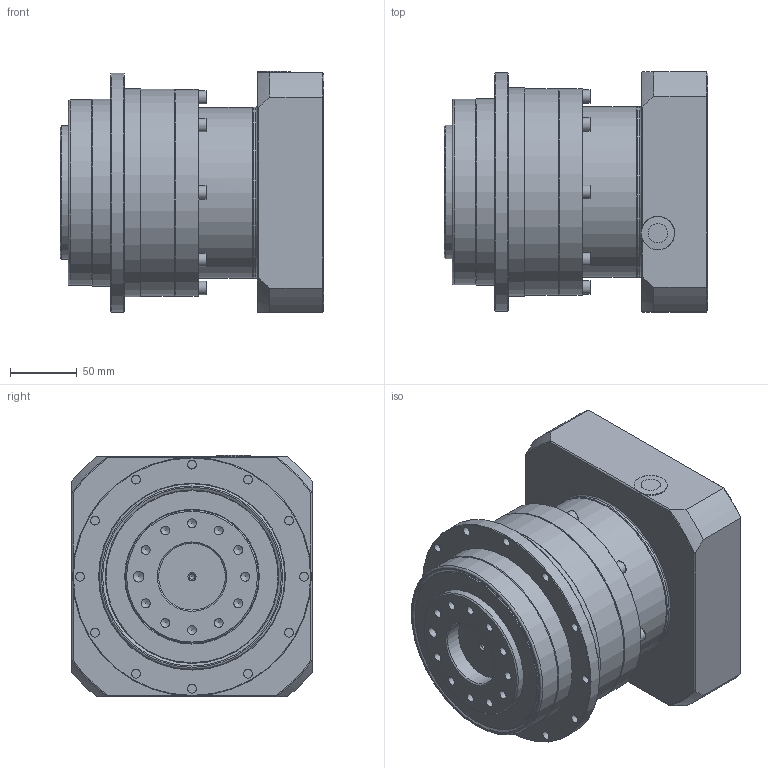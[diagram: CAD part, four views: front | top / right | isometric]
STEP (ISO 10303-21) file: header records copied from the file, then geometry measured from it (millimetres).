
FILE_DESCRIPTION(/* description */ (''),/* implementation_level */ '2;1');
FILE_NAME(/* name */ 'NF14000A1-180A.stp',/* time_stamp */ '2018-11-19T12:27:02+09:00',/* author */ ('Y.J.JI'),/* organization */ (''),/* preprocessor_version */ 'ST-DEVELOPER v15.6',/* originating_system */ 'Autodesk Inventor 2015',/* authorisation */ '');
FILE_SCHEMA (('AUTOMOTIVE_DESIGN { 1 0 10303 214 3 1 1 }'));
Length unit declared in the file: millimetre
Products named in the file (1): NF14000A1-180A
Bounding box: 197.8 x 180 x 181 mm (x, y, z)
Volume: 2980052.4 mm3; surface area: 333980.5 mm2
Topology: 1 solids, 31 shells, 497 faces, 1180 edges, 760 vertices
Faces by surface type: plane 212, cylinder 143, cone 101, torus 37, sphere 4
Full cylindrical faces by diameter (mm): 4 x1, 4.917 x8, 6 x8, 6.6 x20, 6.647 x17, 8 x7, 8.376 x1, 9 x6, 10 x9, 10.106 x4, 11 x1, 12.5 x1, 13 x6, 14 x7, 14.5 x1, 16 x1, 25 x1, 50 x1, 94 x1, 95 x1, 100 x3, 102 x1, 119.6 x1, 128 x2, 130 x2, 139 x1, 140 x1, 155 x2, 156 x1, 179 x1
Entity records: 12921 total; most frequent: CARTESIAN_POINT 2721, DIRECTION 2073, ORIENTED_EDGE 1672, AXIS2_PLACEMENT_3D 895, EDGE_CURVE 836, EDGE_LOOP 799, VERTEX_POINT 641, FACE_OUTER_BOUND 497
